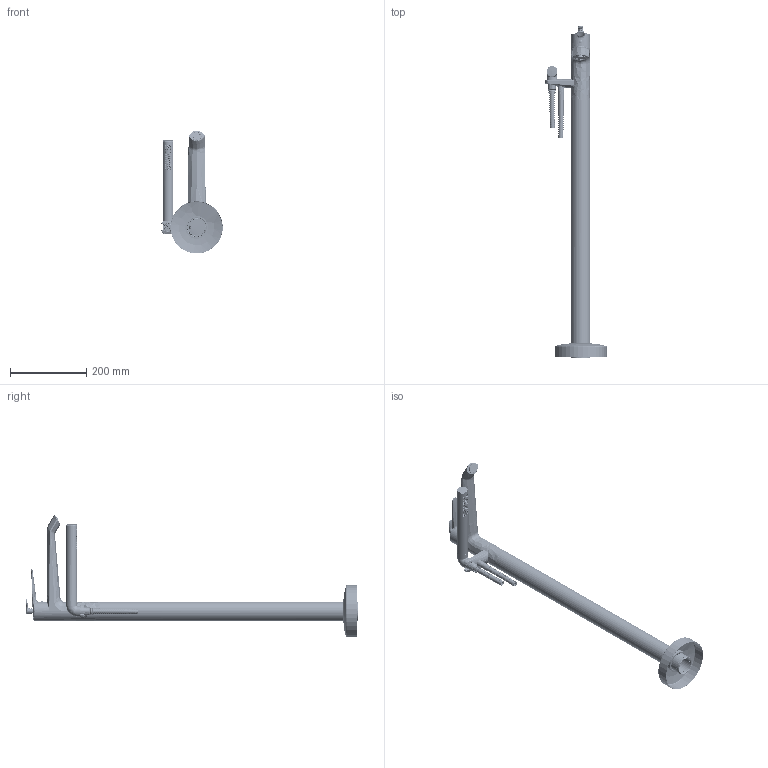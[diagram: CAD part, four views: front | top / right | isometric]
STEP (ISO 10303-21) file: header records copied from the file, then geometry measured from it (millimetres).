
FILE_DESCRIPTION(/* description */ (''),/* implementation_level */ '2;1');
FILE_NAME(/* name */ 'VY39-EM 3D.stp',/* time_stamp */ '2021-03-11T09:04:15-05:00',/* author */ ('fbrousse'),/* organization */ (''),/* preprocessor_version */ 'ST-DEVELOPER v17',/* originating_system */ 'Autodesk Inventor 2018',/* authorisation */ '');
FILE_SCHEMA (('CONFIG_CONTROL_DESIGN'));
Products named in the file (1): VY39-EM_Shrinkwrap_1
Bounding box: 160.9 x 869.04 x 321.46 mm (x, y, z)
Volume: 595050.9 mm3; surface area: 514590.8 mm2
Topology: 22 solids, 22 shells, 4074 faces, 10683 edges, 6764 vertices
Faces by surface type: bspline 1414, plane 975, cylinder 947, cone 346, torus 271, sphere 121
Full cylindrical faces by diameter (mm): 2.5 x1, 3.2 x1, 4.134 x17, 4.199 x1, 4.93 x1, 5 x4, 6 x1, 6.5 x1, 6.7 x4, 7.675 x1, 7.8 x3, 8.1 x2, 8.3 x1, 8.89 x36, 9 x1, 10 x5, 10.2 x1, 10.4 x1, 10.917 x1, 11 x1, 11.2 x1, 12 x2, 12.065 x36, 12.2 x1, 12.6 x1, 13.1 x1, 13.2 x1, 13.589 x36, 13.92 x6, 14 x1
Entity records: 334329 total; most frequent: CARTESIAN_POINT 237731, ORIENTED_EDGE 21282, DIRECTION 17015, EDGE_CURVE 10641, AXIS2_PLACEMENT_3D 7154, VERTEX_POINT 6765, EDGE_LOOP 4550, STYLED_ITEM 4086
